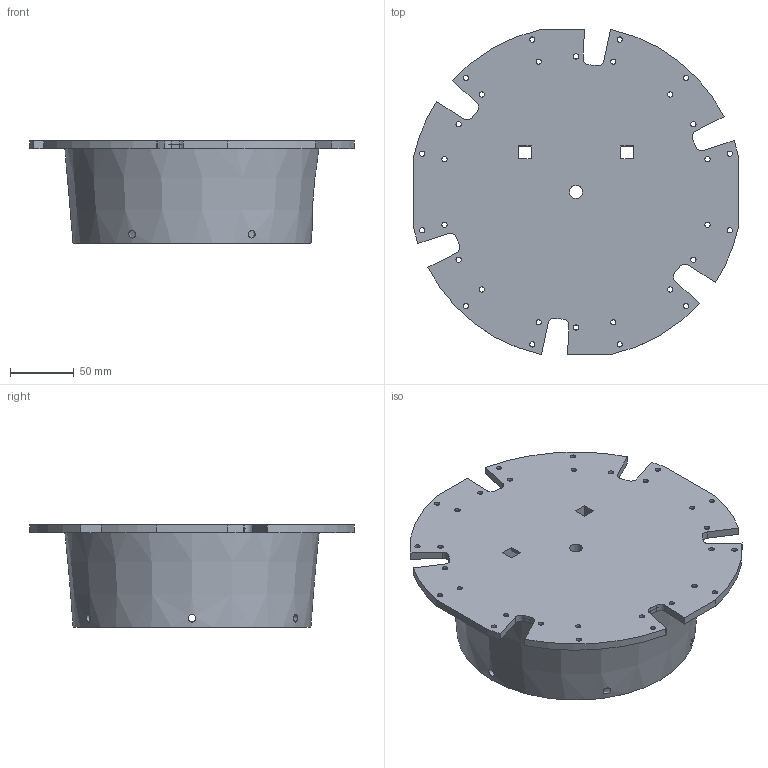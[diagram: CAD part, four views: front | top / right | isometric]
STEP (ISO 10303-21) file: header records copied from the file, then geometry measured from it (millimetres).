
FILE_DESCRIPTION(/* description */ (''),/* implementation_level */ '2;1');
FILE_NAME(/* name */ 'bottom core v3.step',/* time_stamp */ '2026-01-23T10:53:19+05:00',/* author */ (''),/* organization */ (''),/* preprocessor_version */ 'ST-DEVELOPER v20.1',/* originating_system */ 'Autodesk Translation Framework v14.24.0.0',/* authorisation */ '');
FILE_SCHEMA (('AUTOMOTIVE_DESIGN { 1 0 10303 214 3 1 1 }'));
Length unit declared in the file: millimetre
Products named in the file (1): bottom core
Bounding box: 254 x 254 x 80 mm (x, y, z)
Volume: 322401 mm3; surface area: 244117.2 mm2
Topology: 1 solids, 1 shells, 338 faces, 906 edges, 604 vertices
Faces by surface type: plane 263, cylinder 73, cone 2
Full cylindrical faces by diameter (mm): 3.2 x2, 4.1 x30, 6 x6, 10.2 x1, 14 x7, 199.475 x1
Entity records: 11185 total; most frequent: CARTESIAN_POINT 2433, ORIENTED_EDGE 1812, DIRECTION 1690, EDGE_CURVE 906, LINE 736, VECTOR 736, VERTEX_POINT 604, AXIS2_PLACEMENT_3D 477
